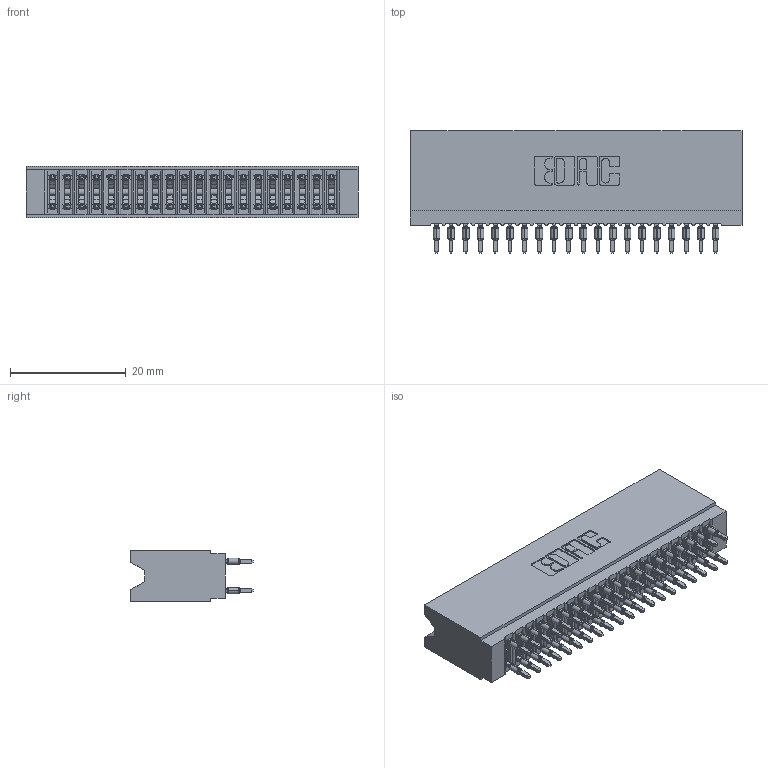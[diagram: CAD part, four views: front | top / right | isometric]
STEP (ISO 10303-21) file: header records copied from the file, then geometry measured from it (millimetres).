
FILE_DESCRIPTION (( 'STEP AP203' ), '1' );
FILE_NAME ('745-040-525-206.STEP', '2026-02-26T17:33:32', ( '' ), ( '' ), 'SwSTEP 2.0', 'SolidWorks 2023', '' );
FILE_SCHEMA (( 'CONFIG_CONTROL_DESIGN' ));
Length unit declared in the file: millimetre
Products named in the file (3): 745-040-525-206; 745 Part_Insulator Option - 06; 745-292-001_525
Assembly tree (41 placements, depth 2):
  745-040-525-206
    745 Part_Insulator Option - 06
    745-292-001_525  x40
Bounding box: 57.4 x 21.22 x 8.89 mm (x, y, z)
Volume: 5269.1 mm3; surface area: 10192.7 mm2
Topology: 41 solids, 41 shells, 3676 faces, 9880 edges, 6212 vertices
Faces by surface type: plane 1896, bspline 800, cylinder 740, torus 240
Entity records: 36694 total; most frequent: CARTESIAN_POINT 6874, ORIENTED_EDGE 6266, DIRECTION 5493, EDGE_CURVE 3133, VECTOR 2831, LINE 2831, VERTEX_POINT 2000, AXIS2_PLACEMENT_3D 1331
